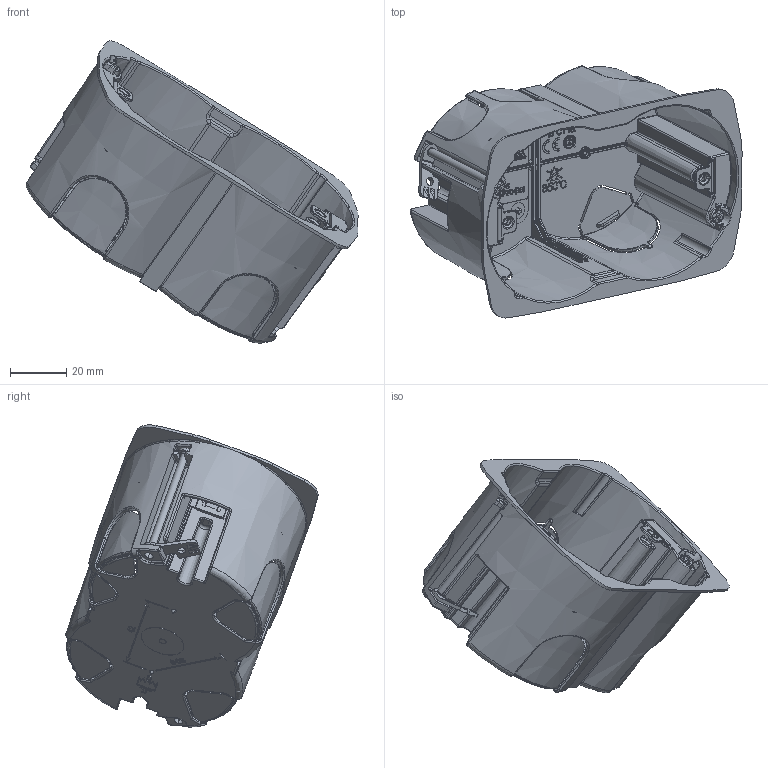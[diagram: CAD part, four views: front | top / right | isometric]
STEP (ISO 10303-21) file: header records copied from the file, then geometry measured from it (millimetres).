
FILE_DESCRIPTION(('CATIA V5 STEP Exchange'),'2;1');
FILE_NAME('253CG.stp','2025-04-07T08:00:37+00:00',('none'),('none'),'CATIA Version 5-6 Release 2016 SP6','CATIA V5 STEP AP203','none');
FILE_SCHEMA(('CONFIG_CONTROL_DESIGN'));
Products named in the file (1): STP
Assembly tree (7 placements, depth 2):
  STP
    #57
    #142405  x2
    #146219  x2
    #147747  x2
Bounding box: 118.2 x 89.83 x 107.62 mm (x, y, z)
Volume: 35671.2 mm3; surface area: 54291.1 mm2
Topology: 7 solids, 7 shells, 4166 faces, 11246 edges, 7097 vertices
Faces by surface type: plane 2455, cylinder 805, bspline 478, torus 193, cone 113, sphere 74, extrusion 44, revolution 4
Entity records: 148884 total; most frequent: CARTESIAN_POINT 58690, ORIENTED_EDGE 21156, DIRECTION 14143, EDGE_CURVE 10578, VECTOR 6927, LINE 6883, VERTEX_POINT 6729, AXIS2_PLACEMENT_3D 4318
